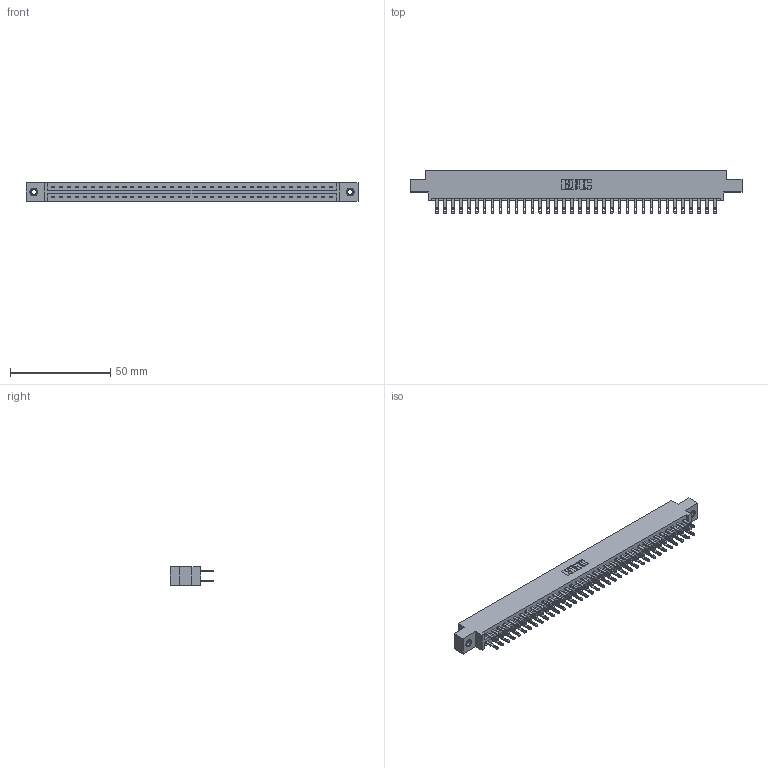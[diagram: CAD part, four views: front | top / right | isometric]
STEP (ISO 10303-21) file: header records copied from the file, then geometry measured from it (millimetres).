
FILE_DESCRIPTION (( 'STEP AP203' ), '1' );
FILE_NAME ('337-072-500-807.STEP', '2018-08-11T13:46:41', ( '' ), ( '' ), 'SwSTEP 2.0', 'SolidWorks 2016', '' );
FILE_SCHEMA (( 'CONFIG_CONTROL_DESIGN' ));
Length unit declared in the file: inch
Products named in the file (4): 337-072-500-807; 337 Part_0.170 Offset - 0.156 Dia-TI; 345-292-001_345-293-100; 345-250-001_345-250-005-103
Assembly tree (75 placements, depth 2):
  337-072-500-807
    337 Part_0.170 Offset - 0.156 Dia-TI
    345-292-001_345-293-100  x72
    345-250-001_345-250-005-103  x2
Bounding box: 165.66 x 21.85 x 9.4 mm (x, y, z)
Volume: 17467.6 mm3; surface area: 20631.5 mm2
Topology: 75 solids, 75 shells, 3778 faces, 11475 edges, 7642 vertices
Faces by surface type: plane 2410, cylinder 1352, cone 12, torus 4
Entity records: 29936 total; most frequent: CARTESIAN_POINT 5029, ORIENTED_EDGE 4958, DIRECTION 4321, EDGE_CURVE 2479, VECTOR 2327, LINE 2327, VERTEX_POINT 1648, AXIS2_PLACEMENT_3D 997
